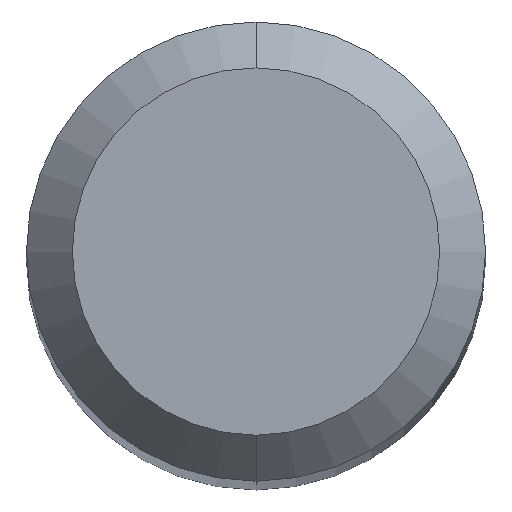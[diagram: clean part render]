
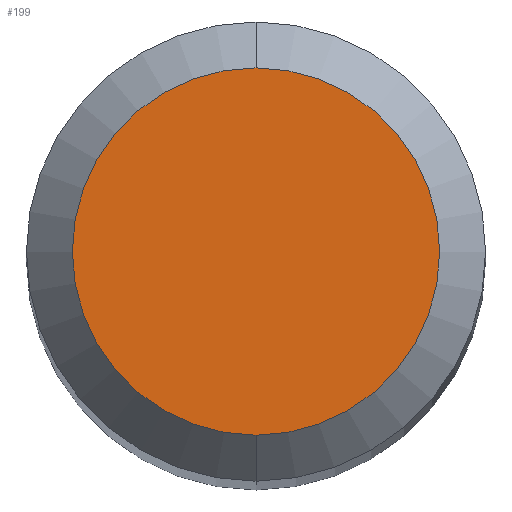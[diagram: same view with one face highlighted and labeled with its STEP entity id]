
A CAD part, top view. The second image highlights one B-rep face of the part: STEP entity #199.
In plain terms, the highlighted planar face has unit normal (0, 0, 1).
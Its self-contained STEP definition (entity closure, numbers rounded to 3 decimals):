
#199=ADVANCED_FACE('',(#510),#511,.T.);
#225=EDGE_CURVE('',#429,#373,#538,.T.);
#359=EDGE_CURVE('',#373,#429,#688,.T.);
#373=VERTEX_POINT('',#703);
#429=VERTEX_POINT('',#762);
#510=FACE_OUTER_BOUND('',#867,.T.);
#511=PLANE('',#868);
#538=CIRCLE('',#917,1.2);
#688=CIRCLE('',#1231,1.2);
#703=CARTESIAN_POINT('',(0.,-1.2,0.0));
#762=CARTESIAN_POINT('',(0.0,1.2,0.0));
#867=EDGE_LOOP('',(#1495,#1496));
#868=AXIS2_PLACEMENT_3D('',#1497,#1498,#1499);
#917=AXIS2_PLACEMENT_3D('',#1517,#1518,#1519);
#1231=AXIS2_PLACEMENT_3D('',#1693,#1694,#1695);
#1495=ORIENTED_EDGE('',*,*,#225,.F.);
#1496=ORIENTED_EDGE('',*,*,#359,.F.);
#1497=CARTESIAN_POINT('',(0.0,0.6,0.0));
#1498=DIRECTION('',(-0.0,0.0,1.0));
#1499=DIRECTION('',(0.0,-1.0,0.0));
#1517=CARTESIAN_POINT('',(0.0,0.0,0.0));
#1518=DIRECTION('',(0.0,0.0,-1.0));
#1519=DIRECTION('',(0.0,1.0,0.0));
#1693=CARTESIAN_POINT('',(0.0,0.0,0.0));
#1694=DIRECTION('',(0.0,0.0,-1.0));
#1695=DIRECTION('',(0.0,1.0,0.0));
